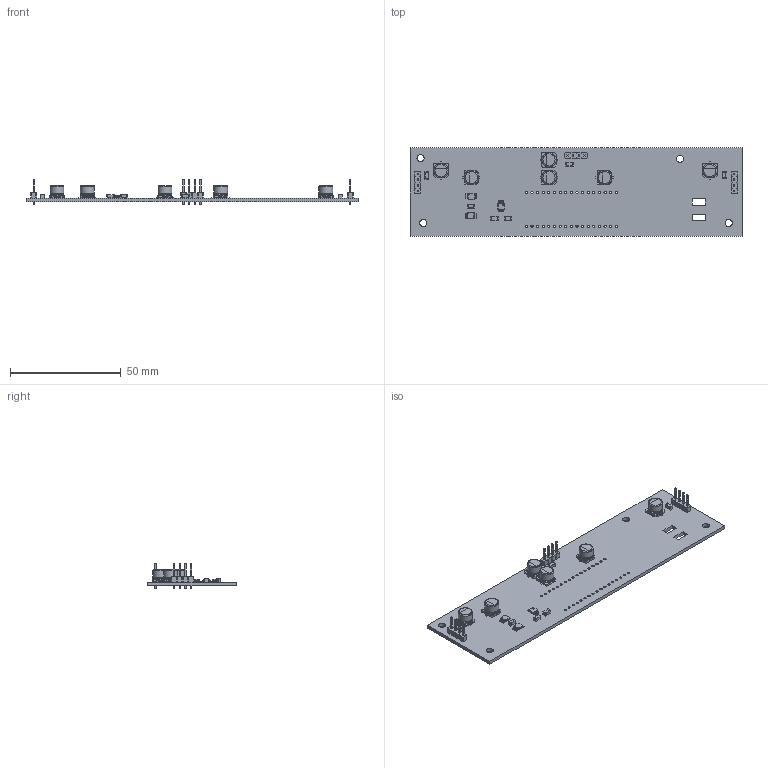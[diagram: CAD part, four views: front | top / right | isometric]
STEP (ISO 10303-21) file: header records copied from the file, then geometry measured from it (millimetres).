
FILE_DESCRIPTION(('KiCad electronic assembly'),'2;1');
FILE_NAME('interface.step','2024-05-07T22:46:40',('Pcbnew'),('Kicad'), 'Open CASCADE STEP processor 7.6','KiCad to STEP converter','Unknown' );
FILE_SCHEMA(('AUTOMOTIVE_DESIGN { 1 0 10303 214 1 1 1 1 }'));
Length unit declared in the file: millimetre
Products named in the file (12): interface 1; CP_Elec_6.3x5.7; CP_Elec_63x57; C_1206_3216Metric; PinHeader_1x04_P2.54mm_Vertical; PinHeader_1x04_P254mm_Vertical; VSSOP-8_3.0x3.0mm_P0.65mm; VSSOP_8_30x30mm_P065mm; TSSOP-8_3x3mm_P0.65mm; TSSOP_8_3x3mm_P065mm; interface_PCB
Assembly tree (24 placements, depth 3):
  interface 1
    CP_Elec_6.3x5.7  x6
      CP_Elec_63x57
    C_1206_3216Metric  x6
      C_1206_3216Metric
    PinHeader_1x04_P2.54mm_Vertical  x3
      PinHeader_1x04_P254mm_Vertical
    VSSOP-8_3.0x3.0mm_P0.65mm  x2
      VSSOP_8_30x30mm_P065mm
    TSSOP-8_3x3mm_P0.65mm
      TSSOP_8_3x3mm_P065mm
    interface_PCB
Bounding box: 150 x 40 x 11.54 mm (x, y, z)
Volume: 10811.7 mm3; surface area: 15005.5 mm2
Topology: 19 solids, 19 shells, 1246 faces, 3159 edges, 1996 vertices
Faces by surface type: plane 827, cylinder 281, bspline 108, torus 24, revolution 6
Full cylindrical faces by diameter (mm): 0.25 x2, 0.5 x1, 1 x46, 3.2 x4, 6.3 x12
Entity records: 20283 total; most frequent: CARTESIAN_POINT 3289, ORIENTED_EDGE 2810, DIRECTION 2626, EDGE_CURVE 1405, LINE 1049, VECTOR 1049, VERTEX_POINT 885, AXIS2_PLACEMENT_3D 788
